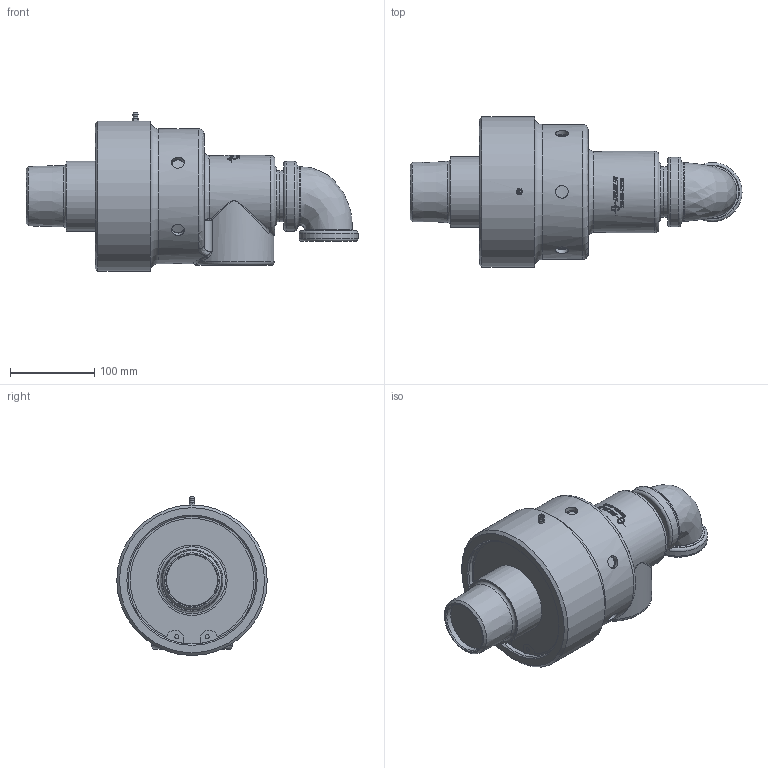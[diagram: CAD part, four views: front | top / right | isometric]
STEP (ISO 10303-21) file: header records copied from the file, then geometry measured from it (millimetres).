
FILE_DESCRIPTION(/* description */ (''),/* implementation_level */ '2;1');
FILE_NAME(/* name */ '755-702-413139-IC.stp',/* time_stamp */ '2020-05-20T11:09:38-05:00',/* author */ ('dyurkovich'),/* organization */ (''),/* preprocessor_version */ 'ST-DEVELOPER v18',/* originating_system */ 'Autodesk Inventor 2020',/* authorisation */ '');
FILE_SCHEMA (('AUTOMOTIVE_DESIGN { 1 0 10303 214 3 1 1 }'));
Products named in the file (1): 755-702-413139-IC
Bounding box: 393.23 x 178.18 x 188.18 mm (x, y, z)
Volume: 4281670.3 mm3; surface area: 213133.2 mm2
Topology: 1 solids, 6 shells, 482 faces, 1271 edges, 840 vertices
Faces by surface type: bspline 218, plane 162, cylinder 71, torus 15, cone 14, sphere 2
Full cylindrical faces by diameter (mm): 4.978 x4, 5.001 x2, 15 x6, 60.3 x1, 60.33 x1, 65.481 x1, 67.3 x1, 69.85 x1, 82.55 x1, 83.3 x1, 151 x1, 159.9 x1, 178.18 x1
Entity records: 68482 total; most frequent: CARTESIAN_POINT 57666, ORIENTED_EDGE 2524, DIRECTION 1699, EDGE_CURVE 1262, VERTEX_POINT 840, AXIS2_PLACEMENT_3D 607, EDGE_LOOP 532, LINE 485
